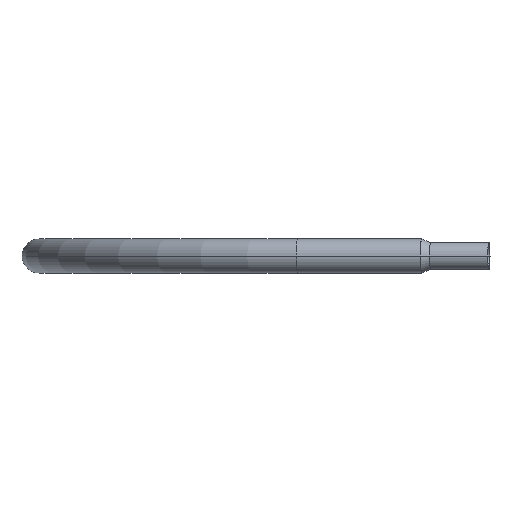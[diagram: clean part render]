
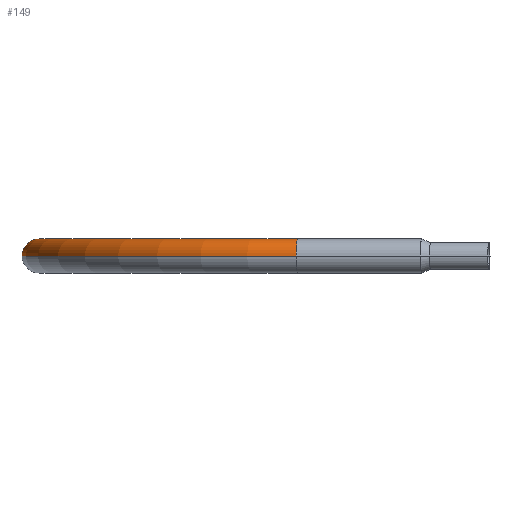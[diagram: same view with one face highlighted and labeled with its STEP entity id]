
A CAD part, front view. The second image highlights one B-rep face of the part: STEP entity #149.
In plain terms, the highlighted toroidal (fillet/blend) face has major radius 630 mm and minor radius 38.05 mm.
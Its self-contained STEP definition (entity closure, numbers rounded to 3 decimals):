
#20 = ORIENTED_EDGE ( 'NONE', *, *, #1383, .T. ) ;
#149 = ADVANCED_FACE ( 'NONE', ( #230 ), #1605, .T. ) ;
#230 = FACE_OUTER_BOUND ( 'NONE', #774, .T. ) ;
#259 = CARTESIAN_POINT ( 'NONE',  ( -38.05, 0., 835.259 ) ) ;
#263 = CIRCLE ( 'NONE', #295, 38.05 ) ;
#295 = AXIS2_PLACEMENT_3D ( 'NONE', #1615, #1717, #655 ) ;
#315 = DIRECTION ( 'NONE',  ( -0.087, 0., 0.996 ) ) ;
#347 = AXIS2_PLACEMENT_3D ( 'NONE', #1354, #1374, #315 ) ;
#392 = DIRECTION ( 'NONE',  ( -1., 0., 0. ) ) ;
#420 = CARTESIAN_POINT ( 'NONE',  ( 630., 0., 835.259 ) ) ;
#427 = CIRCLE ( 'NONE', #1631, 668.05 ) ;
#507 = EDGE_CURVE ( 'NONE', #984, #808, #1026, .T. ) ;
#511 = ORIENTED_EDGE ( 'NONE', *, *, #685, .T. ) ;
#655 = DIRECTION ( 'NONE',  ( -1., 0., 0. ) ) ;
#663 = CARTESIAN_POINT ( 'NONE',  ( 571.776, 0., 1500.766 ) ) ;
#672 = ORIENTED_EDGE ( 'NONE', *, *, #507, .F. ) ;
#678 = DIRECTION ( 'NONE',  ( -1., 0., 0. ) ) ;
#685 = EDGE_CURVE ( 'NONE', #720, #808, #427, .T. ) ;
#699 = CARTESIAN_POINT ( 'NONE',  ( 38.05, 0., 835.259 ) ) ;
#720 = VERTEX_POINT ( 'NONE', #259 ) ;
#727 = ORIENTED_EDGE ( 'NONE', *, *, #1555, .F. ) ;
#774 = EDGE_LOOP ( 'NONE', ( #20, #511, #672, #727 ) ) ;
#798 = CARTESIAN_POINT ( 'NONE',  ( 578.408, 0., 1424.956 ) ) ;
#808 = VERTEX_POINT ( 'NONE', #663 ) ;
#837 = DIRECTION ( 'NONE',  ( 0., 1., 0. ) ) ;
#975 = VERTEX_POINT ( 'NONE', #699 ) ;
#984 = VERTEX_POINT ( 'NONE', #798 ) ;
#1026 = CIRCLE ( 'NONE', #347, 38.05 ) ;
#1049 = CARTESIAN_POINT ( 'NONE',  ( 630., 0., 835.259 ) ) ;
#1164 = CIRCLE ( 'NONE', #1531, 591.95 ) ;
#1188 = CARTESIAN_POINT ( 'NONE',  ( 630., 0., 835.259 ) ) ;
#1345 = DIRECTION ( 'NONE',  ( -1., 0., 0. ) ) ;
#1354 = CARTESIAN_POINT ( 'NONE',  ( 575.092, 0., 1462.861 ) ) ;
#1374 = DIRECTION ( 'NONE',  ( 0.996, 0., 0.087 ) ) ;
#1383 = EDGE_CURVE ( 'NONE', #975, #720, #263, .T. ) ;
#1531 = AXIS2_PLACEMENT_3D ( 'NONE', #420, #837, #678 ) ;
#1555 = EDGE_CURVE ( 'NONE', #975, #984, #1164, .T. ) ;
#1583 = AXIS2_PLACEMENT_3D ( 'NONE', #1049, #1584, #1345 ) ;
#1584 = DIRECTION ( 'NONE',  ( 0., 1., 0. ) ) ;
#1605 = TOROIDAL_SURFACE ( 'NONE', #1583, 630., 38.05 ) ;
#1615 = CARTESIAN_POINT ( 'NONE',  ( 0., 0., 835.259 ) ) ;
#1631 = AXIS2_PLACEMENT_3D ( 'NONE', #1188, #1715, #392 ) ;
#1715 = DIRECTION ( 'NONE',  ( 0., 1., 0. ) ) ;
#1717 = DIRECTION ( 'NONE',  ( 0., 0., 1. ) ) ;
